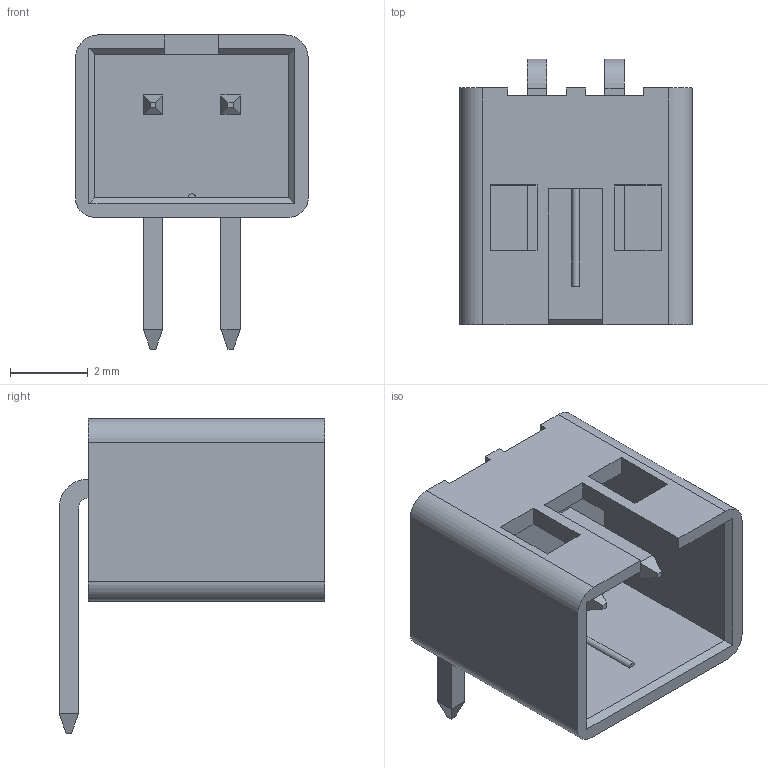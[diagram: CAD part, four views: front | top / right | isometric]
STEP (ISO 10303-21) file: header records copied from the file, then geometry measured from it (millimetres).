
FILE_DESCRIPTION(/* description */ ('Designed by EasyEDA Pro'),/* implementation_level */ '2;1');
FILE_NAME(/* name */ 'PH_2.00_1X2P_WH.step',/* time_stamp */ '2025-04-03T16:36:33+08:00',/* author */ (''),/* organization */ (''),/* preprocessor_version */ 'ST-DEVELOPER v20.1',/* originating_system */ 'Autodesk Translation Framework v14.4.0.0',/* authorisation */ '');
FILE_SCHEMA (('AUTOMOTIVE_DESIGN { 1 0 10303 214 3 1 1 }'));
Length unit declared in the file: millimetre
Products named in the file (3): 1zNF-PCBModel; 1zNF-Board; 1zNF-CN1-CONN-TH_2P-P2.00_HDGC2001WR-2P
Assembly tree (2 placements, depth 2):
  1zNF-PCBModel
    1zNF-Board
    1zNF-CN1-CONN-TH_2P-P2.00_HDGC2001WR-2P
Bounding box: 6.01 x 6.85 x 8.1 mm (x, y, z)
Volume: 84.6 mm3; surface area: 291 mm2
Topology: 1 solids, 1 shells, 309 faces, 832 edges, 548 vertices
Faces by surface type: plane 202, bspline 98, cylinder 9
Entity records: 10501 total; most frequent: CARTESIAN_POINT 2736, ORIENTED_EDGE 1664, DIRECTION 1254, EDGE_CURVE 832, LINE 618, VECTOR 618, VERTEX_POINT 548, EDGE_LOOP 336
